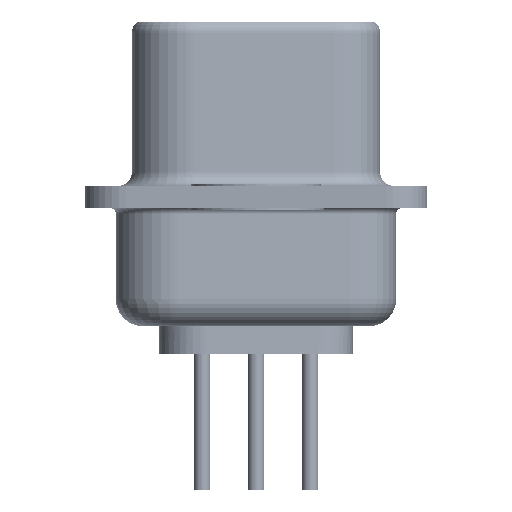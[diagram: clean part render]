
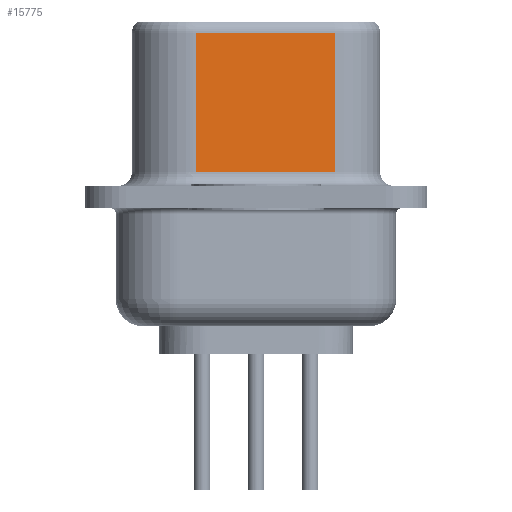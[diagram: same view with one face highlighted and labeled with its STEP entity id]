
A CAD part, left-side view. The second image highlights one B-rep face of the part: STEP entity #15775.
In plain terms, the highlighted planar face has unit normal (-0.985, -0.174, 0).
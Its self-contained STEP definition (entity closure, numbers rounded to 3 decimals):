
#3684 = DIRECTION ( 'NONE',  ( -0.174, 0.985, 0. ) ) ;
#3940 = ORIENTED_EDGE ( 'NONE', *, *, #33963, .T. ) ;
#4787 = VECTOR ( 'NONE', #7293, 1000. ) ;
#4796 = VECTOR ( 'NONE', #6243, 1000. ) ;
#6243 = DIRECTION ( 'NONE',  ( 0., 0., -1. ) ) ;
#6745 = ORIENTED_EDGE ( 'NONE', *, *, #25024, .T. ) ;
#7293 = DIRECTION ( 'NONE',  ( -0.174, 0.985, 0. ) ) ;
#8461 = ORIENTED_EDGE ( 'NONE', *, *, #31285, .T. ) ;
#9652 = CARTESIAN_POINT ( 'NONE',  ( 4.52, -2.897, 6.5 ) ) ;
#10229 = DIRECTION ( 'NONE',  ( 0., 0., -1. ) ) ;
#13863 = CARTESIAN_POINT ( 'NONE',  ( 4.52, -2.897, 0.9 ) ) ;
#15775 = ADVANCED_FACE ( 'NONE', ( #23167 ), #29617, .F. ) ;
#15927 = DIRECTION ( 'NONE',  ( 0.174, -0.985, 0. ) ) ;
#16200 = EDGE_CURVE ( 'NONE', #20513, #23421, #35592, .T. ) ;
#16348 = VECTOR ( 'NONE', #10229, 1000. ) ;
#16487 = CARTESIAN_POINT ( 'NONE',  ( 3.62, 2.203, 6.5 ) ) ;
#17146 = VERTEX_POINT ( 'NONE', #30385 ) ;
#20513 = VERTEX_POINT ( 'NONE', #24801 ) ;
#20538 = CARTESIAN_POINT ( 'NONE',  ( 4.52, -2.897, 6.5 ) ) ;
#20901 = CARTESIAN_POINT ( 'NONE',  ( 4.52, -2.897, 6. ) ) ;
#22136 = LINE ( 'NONE', #16487, #16348 ) ;
#22256 = AXIS2_PLACEMENT_3D ( 'NONE', #20538, #28872, #3684 ) ;
#23167 = FACE_OUTER_BOUND ( 'NONE', #27141, .T. ) ;
#23421 = VERTEX_POINT ( 'NONE', #13863 ) ;
#23720 = ORIENTED_EDGE ( 'NONE', *, *, #16200, .F. ) ;
#24253 = LINE ( 'NONE', #33522, #29421 ) ;
#24801 = CARTESIAN_POINT ( 'NONE',  ( 4.52, -2.897, 6. ) ) ;
#25024 = EDGE_CURVE ( 'NONE', #20513, #17146, #27346, .T. ) ;
#25139 = VERTEX_POINT ( 'NONE', #26171 ) ;
#26171 = CARTESIAN_POINT ( 'NONE',  ( 3.62, 2.203, 0.9 ) ) ;
#27141 = EDGE_LOOP ( 'NONE', ( #23720, #6745, #3940, #8461 ) ) ;
#27346 = LINE ( 'NONE', #20901, #4787 ) ;
#28872 = DIRECTION ( 'NONE',  ( 0.985, 0.174, 0. ) ) ;
#29421 = VECTOR ( 'NONE', #15927, 1000. ) ;
#29617 = PLANE ( 'NONE',  #22256 ) ;
#30385 = CARTESIAN_POINT ( 'NONE',  ( 3.62, 2.203, 6. ) ) ;
#31285 = EDGE_CURVE ( 'NONE', #25139, #23421, #24253, .T. ) ;
#33522 = CARTESIAN_POINT ( 'NONE',  ( 4.52, -2.897, 0.9 ) ) ;
#33963 = EDGE_CURVE ( 'NONE', #17146, #25139, #22136, .T. ) ;
#35592 = LINE ( 'NONE', #9652, #4796 ) ;
